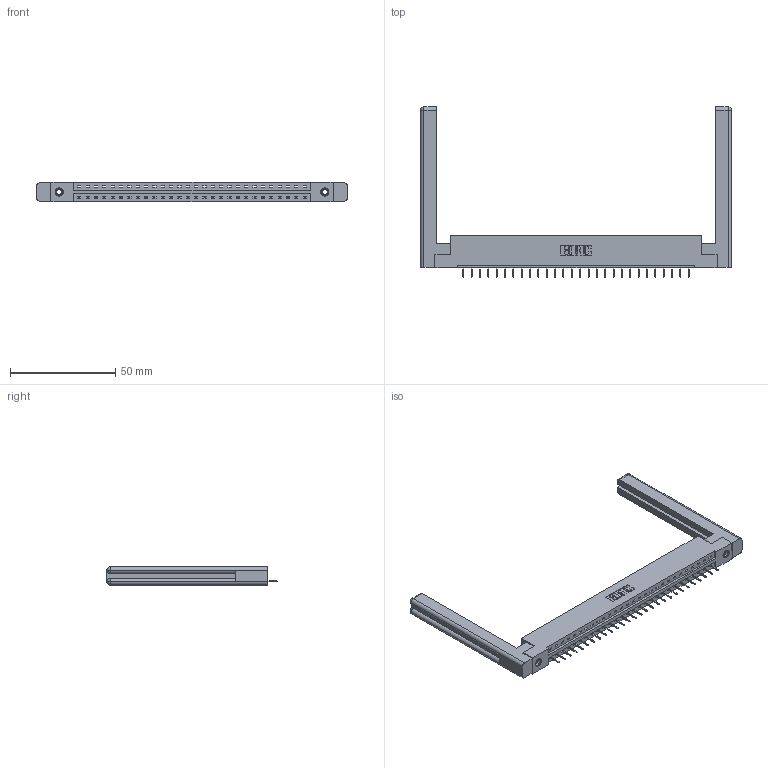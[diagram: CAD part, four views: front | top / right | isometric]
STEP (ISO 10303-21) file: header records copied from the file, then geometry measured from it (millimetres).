
FILE_DESCRIPTION (( 'STEP AP203' ), '1' );
FILE_NAME ('387-028-524-158.STEP', '2019-10-03T16:07:14', ( '' ), ( '' ), 'SwSTEP 2.0', 'SolidWorks 2016', '' );
FILE_SCHEMA (( 'CONFIG_CONTROL_DESIGN' ));
Length unit declared in the file: inch
Products named in the file (5): 337 Part_Flush Mounting Lugs - 0.156 Dia-TI; 345-250-001_345-250-001-102; 345-292-001_345-293-124; 387-028-524-158; 307-220-058
Assembly tree (33 placements, depth 2):
  387-028-524-158
    337 Part_Flush Mounting Lugs - 0.156 Dia-TI
    345-292-001_345-293-124  x28
    345-250-001_345-250-001-102  x2
    307-220-058  x2
Bounding box: 147.57 x 80.78 x 9.4 mm (x, y, z)
Volume: 22214.2 mm3; surface area: 20300.4 mm2
Topology: 33 solids, 33 shells, 2104 faces, 6041 edges, 3902 vertices
Faces by surface type: plane 1610, cylinder 470, cone 12, torus 12
Entity records: 25332 total; most frequent: CARTESIAN_POINT 4409, ORIENTED_EDGE 4312, DIRECTION 3760, EDGE_CURVE 2156, VECTOR 1984, LINE 1984, VERTEX_POINT 1426, AXIS2_PLACEMENT_3D 888
